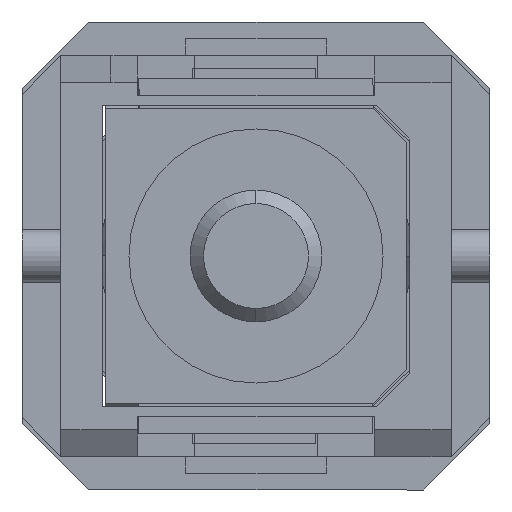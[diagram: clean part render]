
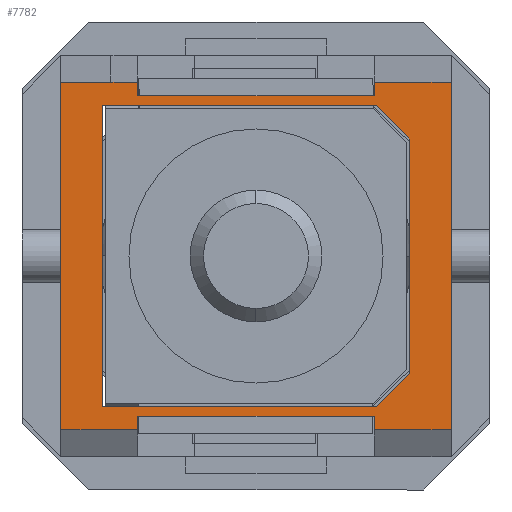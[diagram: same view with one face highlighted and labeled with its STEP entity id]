
A CAD part, front view. The second image highlights one B-rep face of the part: STEP entity #7782.
In plain terms, the highlighted face is planar.
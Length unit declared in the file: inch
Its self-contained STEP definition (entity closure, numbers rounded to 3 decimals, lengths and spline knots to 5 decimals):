
#1143 = DIRECTION ( 'NONE',  ( 1., 0., 0. ) ) ;
#1144 = VECTOR ( 'NONE', #1143, 39.37008 ) ;
#1145 = CARTESIAN_POINT ( 'NONE',  ( -0.15, 1.015, -0.146 ) ) ;
#1166 = LINE ( 'NONE', #1145, #1144 ) ;
#1173 = CARTESIAN_POINT ( 'NONE',  ( 0.13, 1.015, -0.146 ) ) ;
#1273 = DIRECTION ( 'NONE',  ( -1., 0., 0. ) ) ;
#1274 = VECTOR ( 'NONE', #1273, 39.37008 ) ;
#1279 = CARTESIAN_POINT ( 'NONE',  ( 0.1125, 1.015, -0.115 ) ) ;
#1282 = LINE ( 'NONE', #1279, #1274 ) ;
#1297 = CARTESIAN_POINT ( 'NONE',  ( 0.13, 1.015, -0.1085 ) ) ;
#1358 = CARTESIAN_POINT ( 'NONE',  ( -0.12, 1.015, -0.0885 ) ) ;
#1367 = CARTESIAN_POINT ( 'NONE',  ( 0.0875, 1.015, 0.115 ) ) ;
#1466 = DIRECTION ( 'NONE',  ( 0., 0., 1. ) ) ;
#1512 = CARTESIAN_POINT ( 'NONE',  ( 0.1125, 1.015, 0.09 ) ) ;
#1538 = DIRECTION ( 'NONE',  ( 0., 0., -1. ) ) ;
#1539 = VECTOR ( 'NONE', #1538, 39.37008 ) ;
#1540 = CARTESIAN_POINT ( 'NONE',  ( 0.13, 1.015, -0.0885 ) ) ;
#1541 = LINE ( 'NONE', #1540, #1539 ) ;
#1546 = LINE ( 'NONE', #1593, #1592 ) ;
#1592 = VECTOR ( 'NONE', #1466, 39.37008 ) ;
#1593 = CARTESIAN_POINT ( 'NONE',  ( -0.12, 1.015, 0.1085 ) ) ;
#1603 = DIRECTION ( 'NONE',  ( 0., 0., -1. ) ) ;
#1604 = VECTOR ( 'NONE', #1603, 39.37008 ) ;
#1623 = CARTESIAN_POINT ( 'NONE',  ( -0.0875, 1.015, 0.115 ) ) ;
#1625 = LINE ( 'NONE', #1743, #1742 ) ;
#1676 = CARTESIAN_POINT ( 'NONE',  ( -0.13, 1.015, 0.146 ) ) ;
#1679 = CARTESIAN_POINT ( 'NONE',  ( 0.1125, 1.015, -0.115 ) ) ;
#1715 = CARTESIAN_POINT ( 'NONE',  ( 0.13, 1.015, 0.146 ) ) ;
#1741 = DIRECTION ( 'NONE',  ( -1., 0., 0. ) ) ;
#1742 = VECTOR ( 'NONE', #1741, 39.37008 ) ;
#1743 = CARTESIAN_POINT ( 'NONE',  ( -0.15, 1.015, 0.146 ) ) ;
#1746 = CARTESIAN_POINT ( 'NONE',  ( 0.1125, 1.015, 0.09 ) ) ;
#1747 = LINE ( 'NONE', #1746, #1604 ) ;
#1758 = DIRECTION ( 'NONE',  ( 1., 0., 0. ) ) ;
#1759 = VECTOR ( 'NONE', #1758, 39.37008 ) ;
#1760 = CARTESIAN_POINT ( 'NONE',  ( 0.0875, 1.015, 0.115 ) ) ;
#1765 = LINE ( 'NONE', #1760, #1759 ) ;
#1768 = DIRECTION ( 'NONE',  ( 0., 0., -1. ) ) ;
#1769 = VECTOR ( 'NONE', #1768, 39.37008 ) ;
#1770 = CARTESIAN_POINT ( 'NONE',  ( 0.13, 1.015, -0.175 ) ) ;
#1771 = LINE ( 'NONE', #1770, #1769 ) ;
#1808 = CARTESIAN_POINT ( 'NONE',  ( -0.1125, 1.015, 0.09 ) ) ;
#1811 = CARTESIAN_POINT ( 'NONE',  ( -0.12, 1.015, 0.0885 ) ) ;
#1813 = LINE ( 'NONE', #2007, #2006 ) ;
#1834 = DIRECTION ( 'NONE',  ( -1., 0., 0. ) ) ;
#1835 = VECTOR ( 'NONE', #1834, 39.37008 ) ;
#1837 = DIRECTION ( 'NONE',  ( 0., 0., -1. ) ) ;
#1838 = VECTOR ( 'NONE', #1837, 39.37008 ) ;
#1839 = CARTESIAN_POINT ( 'NONE',  ( 0.13, 1.015, 0.0885 ) ) ;
#1840 = CARTESIAN_POINT ( 'NONE',  ( 0.13, 1.015, -0.0885 ) ) ;
#1841 = DIRECTION ( 'NONE',  ( 0.707, 0., 0.707 ) ) ;
#1853 = DIRECTION ( 'NONE',  ( 0., 0., 1. ) ) ;
#1854 = VECTOR ( 'NONE', #1853, 39.37008 ) ;
#1855 = CARTESIAN_POINT ( 'NONE',  ( -0.13, 1.015, -0.175 ) ) ;
#1856 = FACE_OUTER_BOUND ( 'NONE', #7773, .T. ) ;
#1857 = CARTESIAN_POINT ( 'NONE',  ( -0.13, 1.015, 0.0885 ) ) ;
#1858 = LINE ( 'NONE', #1855, #1854 ) ;
#1859 = DIRECTION ( 'NONE',  ( 1., 0., 0. ) ) ;
#1860 = VECTOR ( 'NONE', #1859, 39.37008 ) ;
#1863 = CARTESIAN_POINT ( 'NONE',  ( -0.13, 1.015, -0.0885 ) ) ;
#1864 = LINE ( 'NONE', #1863, #1860 ) ;
#1865 = AXIS2_PLACEMENT_3D ( 'NONE', #1950, #1949, #1948 ) ;
#1874 = PLANE ( 'NONE',  #1865 ) ;
#1875 = FACE_BOUND ( 'NONE', #7523, .T. ) ;
#1876 = DIRECTION ( 'NONE',  ( 0., 0., 1. ) ) ;
#1877 = VECTOR ( 'NONE', #1876, 39.37008 ) ;
#1878 = CARTESIAN_POINT ( 'NONE',  ( 0.12, 1.015, 0.1085 ) ) ;
#1879 = LINE ( 'NONE', #1878, #1877 ) ;
#1880 = CARTESIAN_POINT ( 'NONE',  ( -0.13, 1.015, -0.0885 ) ) ;
#1883 = CARTESIAN_POINT ( 'NONE',  ( 0.12, 1.015, -0.0885 ) ) ;
#1884 = DIRECTION ( 'NONE',  ( -1., 0., 0. ) ) ;
#1885 = VECTOR ( 'NONE', #1884, 39.37008 ) ;
#1886 = CARTESIAN_POINT ( 'NONE',  ( 0.13, 1.015, -0.0885 ) ) ;
#1887 = LINE ( 'NONE', #1886, #1885 ) ;
#1888 = DIRECTION ( 'NONE',  ( 1., 0., 0. ) ) ;
#1905 = CARTESIAN_POINT ( 'NONE',  ( -0.1125, 1.015, -0.115 ) ) ;
#1943 = DIRECTION ( 'NONE',  ( 0., 0., 1. ) ) ;
#1944 = VECTOR ( 'NONE', #1943, 39.37008 ) ;
#1945 = CARTESIAN_POINT ( 'NONE',  ( -0.13, 1.015, -0.175 ) ) ;
#1946 = LINE ( 'NONE', #1945, #1944 ) ;
#1948 = DIRECTION ( 'NONE',  ( 0., 0., -1. ) ) ;
#1949 = DIRECTION ( 'NONE',  ( 0., -1., 0. ) ) ;
#1950 = CARTESIAN_POINT ( 'NONE',  ( -0.175, 1.015, -0.175 ) ) ;
#1953 = CARTESIAN_POINT ( 'NONE',  ( -0.12, 1.015, 0.0885 ) ) ;
#1954 = LINE ( 'NONE', #1953, #1835 ) ;
#1956 = CARTESIAN_POINT ( 'NONE',  ( -0.13, 1.015, -0.146 ) ) ;
#1963 = VECTOR ( 'NONE', #1888, 39.37008 ) ;
#1964 = CARTESIAN_POINT ( 'NONE',  ( 0.12, 1.015, 0.0885 ) ) ;
#1967 = CARTESIAN_POINT ( 'NONE',  ( 0.12, 1.015, 0.0885 ) ) ;
#2005 = DIRECTION ( 'NONE',  ( 0., 0., 1. ) ) ;
#2006 = VECTOR ( 'NONE', #2005, 39.37008 ) ;
#2007 = CARTESIAN_POINT ( 'NONE',  ( -0.1125, 1.015, 0.09 ) ) ;
#2014 = VECTOR ( 'NONE', #1841, 39.37008 ) ;
#2015 = CARTESIAN_POINT ( 'NONE',  ( -0.1125, 1.015, 0.09 ) ) ;
#2016 = LINE ( 'NONE', #2015, #2014 ) ;
#2017 = LINE ( 'NONE', #1964, #1963 ) ;
#2019 = CARTESIAN_POINT ( 'NONE',  ( 0.13, 1.015, -0.175 ) ) ;
#2020 = LINE ( 'NONE', #2019, #1838 ) ;
#2119 = VECTOR ( 'NONE', #2191, 39.37008 ) ;
#2120 = CARTESIAN_POINT ( 'NONE',  ( 0.1125, 1.015, 0.09 ) ) ;
#2121 = LINE ( 'NONE', #2120, #2119 ) ;
#2191 = DIRECTION ( 'NONE',  ( 0.707, 0., -0.707 ) ) ;
#7462 = EDGE_CURVE ( 'NONE', #7754, #7470, #1166, .T. ) ;
#7470 = VERTEX_POINT ( 'NONE', #1173 ) ;
#7516 = ORIENTED_EDGE ( 'NONE', *, *, #7886, .F. ) ;
#7517 = VERTEX_POINT ( 'NONE', #1297 ) ;
#7519 = ORIENTED_EDGE ( 'NONE', *, *, #7698, .T. ) ;
#7520 = VERTEX_POINT ( 'NONE', #1512 ) ;
#7523 = EDGE_LOOP ( 'NONE', ( #7909, #7690, #7691, #7524, #7516, #7908 ) ) ;
#7524 = ORIENTED_EDGE ( 'NONE', *, *, #7694, .F. ) ;
#7525 = EDGE_CURVE ( 'NONE', #7693, #7824, #1282, .T. ) ;
#7526 = EDGE_CURVE ( 'NONE', #7761, #7517, #1541, .T. ) ;
#7597 = EDGE_CURVE ( 'NONE', #7838, #7725, #1546, .T. ) ;
#7651 = VERTEX_POINT ( 'NONE', #1715 ) ;
#7659 = VERTEX_POINT ( 'NONE', #1676 ) ;
#7661 = EDGE_CURVE ( 'NONE', #7651, #7659, #1625, .T. ) ;
#7678 = VERTEX_POINT ( 'NONE', #1623 ) ;
#7684 = EDGE_CURVE ( 'NONE', #7678, #7699, #1765, .T. ) ;
#7690 = ORIENTED_EDGE ( 'NONE', *, *, #7718, .F. ) ;
#7691 = ORIENTED_EDGE ( 'NONE', *, *, #7525, .F. ) ;
#7692 = ORIENTED_EDGE ( 'NONE', *, *, #7462, .F. ) ;
#7693 = VERTEX_POINT ( 'NONE', #1679 ) ;
#7694 = EDGE_CURVE ( 'NONE', #7520, #7693, #1747, .T. ) ;
#7698 = EDGE_CURVE ( 'NONE', #7517, #7470, #1771, .T. ) ;
#7699 = VERTEX_POINT ( 'NONE', #1367 ) ;
#7716 = VERTEX_POINT ( 'NONE', #1808 ) ;
#7718 = EDGE_CURVE ( 'NONE', #7824, #7716, #1813, .T. ) ;
#7725 = VERTEX_POINT ( 'NONE', #1811 ) ;
#7734 = ORIENTED_EDGE ( 'NONE', *, *, #7661, .F. ) ;
#7754 = VERTEX_POINT ( 'NONE', #1956 ) ;
#7759 = EDGE_CURVE ( 'NONE', #7716, #7678, #2016, .T. ) ;
#7760 = ORIENTED_EDGE ( 'NONE', *, *, #7763, .T. ) ;
#7761 = VERTEX_POINT ( 'NONE', #1840 ) ;
#7762 = ORIENTED_EDGE ( 'NONE', *, *, #7764, .F. ) ;
#7763 = EDGE_CURVE ( 'NONE', #7651, #7769, #2020, .T. ) ;
#7764 = EDGE_CURVE ( 'NONE', #7768, #7769, #2017, .T. ) ;
#7765 = ORIENTED_EDGE ( 'NONE', *, *, #7767, .F. ) ;
#7766 = ORIENTED_EDGE ( 'NONE', *, *, #7770, .F. ) ;
#7767 = EDGE_CURVE ( 'NONE', #7761, #7771, #1887, .T. ) ;
#7768 = VERTEX_POINT ( 'NONE', #1967 ) ;
#7769 = VERTEX_POINT ( 'NONE', #1839 ) ;
#7770 = EDGE_CURVE ( 'NONE', #7771, #7768, #1879, .T. ) ;
#7771 = VERTEX_POINT ( 'NONE', #1883 ) ;
#7772 = ORIENTED_EDGE ( 'NONE', *, *, #7779, .T. ) ;
#7773 = EDGE_LOOP ( 'NONE', ( #7790, #7772, #7787, #7777, #7785, #7734, #7760, #7762, #7766, #7765, #7797, #7519, #7692 ) ) ;
#7777 = ORIENTED_EDGE ( 'NONE', *, *, #7788, .T. ) ;
#7779 = EDGE_CURVE ( 'NONE', #7783, #7838, #1864, .T. ) ;
#7780 = EDGE_CURVE ( 'NONE', #7754, #7783, #1858, .T. ) ;
#7781 = VERTEX_POINT ( 'NONE', #1857 ) ;
#7782 = ADVANCED_FACE ( 'NONE', ( #1856, #1875 ), #1874, .F. ) ;
#7783 = VERTEX_POINT ( 'NONE', #1880 ) ;
#7784 = EDGE_CURVE ( 'NONE', #7781, #7659, #1946, .T. ) ;
#7785 = ORIENTED_EDGE ( 'NONE', *, *, #7784, .T. ) ;
#7787 = ORIENTED_EDGE ( 'NONE', *, *, #7597, .T. ) ;
#7788 = EDGE_CURVE ( 'NONE', #7725, #7781, #1954, .T. ) ;
#7790 = ORIENTED_EDGE ( 'NONE', *, *, #7780, .T. ) ;
#7797 = ORIENTED_EDGE ( 'NONE', *, *, #7526, .T. ) ;
#7824 = VERTEX_POINT ( 'NONE', #1905 ) ;
#7838 = VERTEX_POINT ( 'NONE', #1358 ) ;
#7886 = EDGE_CURVE ( 'NONE', #7699, #7520, #2121, .T. ) ;
#7908 = ORIENTED_EDGE ( 'NONE', *, *, #7684, .F. ) ;
#7909 = ORIENTED_EDGE ( 'NONE', *, *, #7759, .F. ) ;
